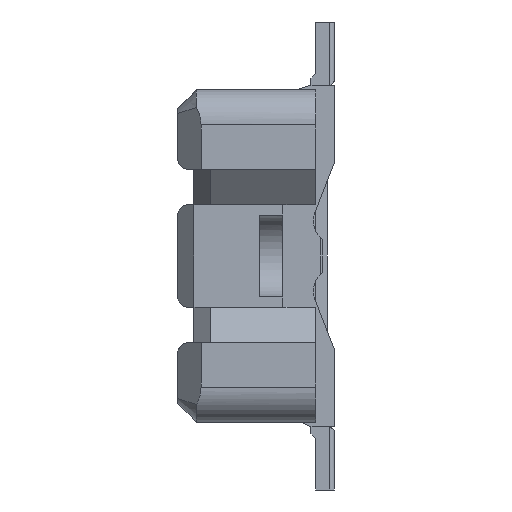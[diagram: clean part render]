
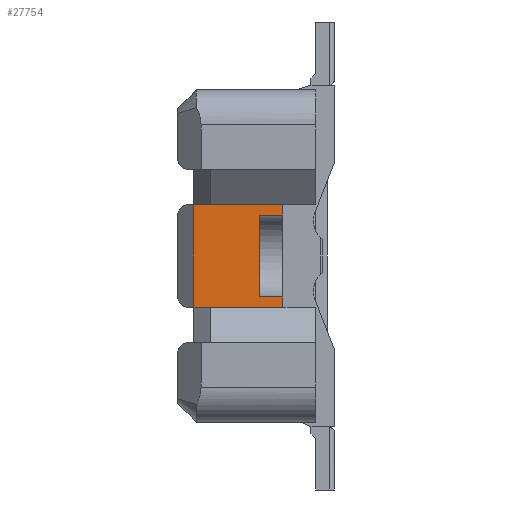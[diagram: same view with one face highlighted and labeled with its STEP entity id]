
A CAD part, left-side view. The second image highlights one B-rep face of the part: STEP entity #27754.
In plain terms, the highlighted planar face has unit normal (-1, 0, 0).
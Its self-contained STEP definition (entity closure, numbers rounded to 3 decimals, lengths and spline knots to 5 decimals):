
#281=DIRECTION('',(0.,1.,0.));
#282=VECTOR('',#281,0.31);
#283=CARTESIAN_POINT('',(-4.78,0.14,0.22));
#284=LINE('39697',#283,#282);
#293=DIRECTION('',(0.,1.,0.));
#294=VECTOR('',#293,0.07);
#295=CARTESIAN_POINT('',(-4.78,0.45,-0.22));
#296=LINE('39686',#295,#294);
#297=DIRECTION('',(0.,0.,1.));
#298=VECTOR('',#297,0.44);
#299=CARTESIAN_POINT('',(-4.78,0.52,-0.22));
#300=LINE('39670',#299,#298);
#301=DIRECTION('',(0.,0.,-1.));
#302=VECTOR('',#301,0.35);
#303=CARTESIAN_POINT('',(-4.78,0.24,0.175));
#304=LINE('39694',#303,#302);
#318=DIRECTION('',(0.,-1.,0.));
#319=VECTOR('',#318,0.1);
#320=CARTESIAN_POINT('',(-4.78,0.24,0.175));
#321=LINE('39695',#320,#319);
#3870=DIRECTION('',(0.,1.,0.));
#3871=VECTOR('',#3870,0.07);
#3872=CARTESIAN_POINT('',(-4.78,0.45,0.22));
#3873=LINE('39698',#3872,#3871);
#4063=DIRECTION('',(0.,-1.,0.));
#4064=VECTOR('',#4063,0.31);
#4065=CARTESIAN_POINT('',(-4.78,0.45,-0.22));
#4066=LINE('39699',#4065,#4064);
#17906=DIRECTION('',(0.,0.,-1.));
#17907=VECTOR('',#17906,0.045);
#17908=CARTESIAN_POINT('',(-4.78,0.14,-0.175));
#17909=LINE('39700',#17908,#17907);
#17918=DIRECTION('',(0.,0.,-1.));
#17919=VECTOR('',#17918,0.045);
#17920=CARTESIAN_POINT('',(-4.78,0.14,0.22));
#17921=LINE('39696',#17920,#17919);
#17956=DIRECTION('',(0.,1.,0.));
#17957=VECTOR('',#17956,0.1);
#17958=CARTESIAN_POINT('',(-4.78,0.14,-0.175));
#17959=LINE('39701',#17958,#17957);
#21867=CARTESIAN_POINT('',(-4.78,0.14,0.22));
#21868=VERTEX_POINT('',#21867);
#22079=CARTESIAN_POINT('',(-4.78,0.52,0.22));
#22080=VERTEX_POINT('',#22079);
#22081=CARTESIAN_POINT('',(-4.78,0.52,-0.22));
#22082=VERTEX_POINT('',#22081);
#22099=CARTESIAN_POINT('',(-4.78,0.45,-0.22));
#22100=VERTEX_POINT('',#22099);
#22115=CARTESIAN_POINT('',(-4.78,0.24,0.175));
#22116=CARTESIAN_POINT('',(-4.78,0.24,-0.175));
#22117=VERTEX_POINT('',#22115);
#22118=VERTEX_POINT('',#22116);
#22119=CARTESIAN_POINT('',(-4.78,0.14,0.175));
#22120=VERTEX_POINT('',#22119);
#22121=CARTESIAN_POINT('',(-4.78,0.45,0.22));
#22122=VERTEX_POINT('',#22121);
#22123=CARTESIAN_POINT('',(-4.78,0.14,-0.22));
#22124=VERTEX_POINT('',#22123);
#22125=CARTESIAN_POINT('',(-4.78,0.14,-0.175));
#22126=VERTEX_POINT('',#22125);
#27728=CARTESIAN_POINT('',(-4.78,0.33,0.));
#27729=DIRECTION('',(1.,0.,0.));
#27730=DIRECTION('',(0.,0.,-1.));
#27731=AXIS2_PLACEMENT_3D('',#27728,#27729,#27730);
#27732=PLANE('35929',#27731);
#27734=ORIENTED_EDGE('39694',*,*,#27733,.T.);
#27736=ORIENTED_EDGE('39701',*,*,#27735,.F.);
#27738=ORIENTED_EDGE('39700',*,*,#27737,.T.);
#27740=ORIENTED_EDGE('39699',*,*,#27739,.F.);
#27742=ORIENTED_EDGE('39686',*,*,#27741,.T.);
#27744=ORIENTED_EDGE('39670',*,*,#27743,.T.);
#27746=ORIENTED_EDGE('39698',*,*,#27745,.F.);
#27747=ORIENTED_EDGE('39697',*,*,#27713,.F.);
#27749=ORIENTED_EDGE('39696',*,*,#27748,.T.);
#27751=ORIENTED_EDGE('39695',*,*,#27750,.F.);
#27752=EDGE_LOOP('35929',(#27734,#27736,#27738,#27740,#27742,#27744,#27746,
#27747,#27749,#27751));
#27753=FACE_OUTER_BOUND('35929',#27752,.F.);
#27713=EDGE_CURVE('95',#21868,#22122,#284,.T.);
#27733=EDGE_CURVE('39694',#22117,#22118,#304,.T.);
#27735=EDGE_CURVE('39701',#22126,#22118,#17959,.T.);
#27737=EDGE_CURVE('39700',#22126,#22124,#17909,.T.);
#27739=EDGE_CURVE('39699',#22100,#22124,#4066,.T.);
#27741=EDGE_CURVE('39686',#22100,#22082,#296,.T.);
#27743=EDGE_CURVE('39670',#22082,#22080,#300,.T.);
#27745=EDGE_CURVE('39698',#22122,#22080,#3873,.T.);
#27748=EDGE_CURVE('39696',#21868,#22120,#17921,.T.);
#27750=EDGE_CURVE('39695',#22117,#22120,#321,.T.);
#27754=ADVANCED_FACE('35929',(#27753),#27732,.F.);
